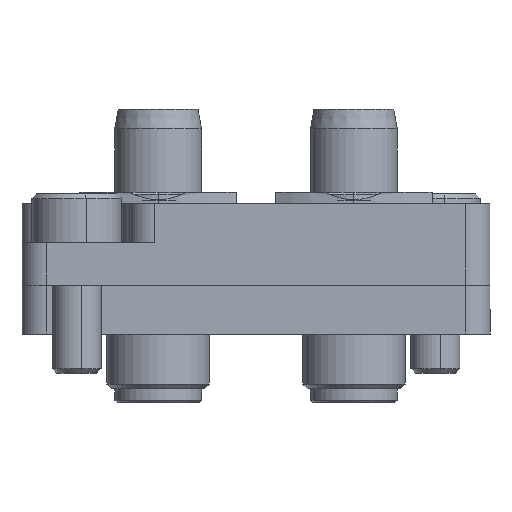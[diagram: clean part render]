
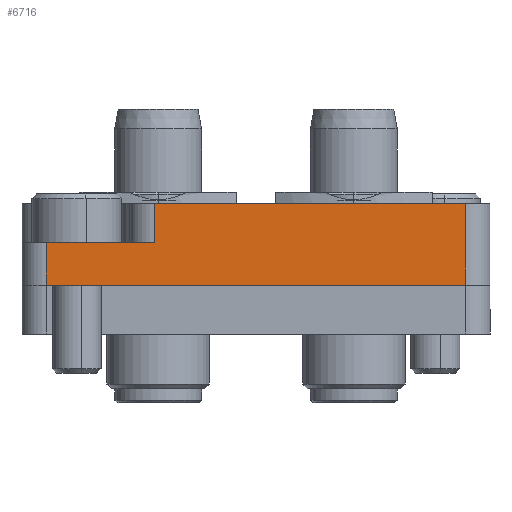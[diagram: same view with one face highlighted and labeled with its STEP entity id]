
A CAD part, front view. The second image highlights one B-rep face of the part: STEP entity #6716.
In plain terms, the highlighted face is planar.
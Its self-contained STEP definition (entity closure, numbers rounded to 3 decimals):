
#107 = EDGE_CURVE ( 'NONE', #1091, #852, #398, .T. ) ;
#367 = CARTESIAN_POINT ( 'NONE',  ( 30., 2.6, 6.25 ) ) ;
#398 = LINE ( 'NONE', #1814, #5068 ) ;
#407 = CARTESIAN_POINT ( 'NONE',  ( 30., 0., -12.85 ) ) ;
#519 = EDGE_CURVE ( 'NONE', #4619, #8047, #3860, .T. ) ;
#852 = VERTEX_POINT ( 'NONE', #367 ) ;
#941 = VECTOR ( 'NONE', #5607, 1000. ) ;
#1061 = CARTESIAN_POINT ( 'NONE',  ( 30., 2.6, 12.85 ) ) ;
#1091 = VERTEX_POINT ( 'NONE', #1061 ) ;
#1328 = ORIENTED_EDGE ( 'NONE', *, *, #107, .F. ) ;
#1579 = AXIS2_PLACEMENT_3D ( 'NONE', #7532, #6870, #5533 ) ;
#1646 = ORIENTED_EDGE ( 'NONE', *, *, #8735, .T. ) ;
#1708 = DIRECTION ( 'NONE',  ( 0., 0., -1. ) ) ;
#1719 = CARTESIAN_POINT ( 'NONE',  ( 30., 5., -12.85 ) ) ;
#1814 = CARTESIAN_POINT ( 'NONE',  ( 30., 2.6, 7.75 ) ) ;
#2082 = FACE_OUTER_BOUND ( 'NONE', #4206, .T. ) ;
#2413 = DIRECTION ( 'NONE',  ( 0., -1., 0. ) ) ;
#2728 = ORIENTED_EDGE ( 'NONE', *, *, #7696, .T. ) ;
#3060 = DIRECTION ( 'NONE',  ( 0., 1., 0. ) ) ;
#3148 = EDGE_CURVE ( 'NONE', #1091, #5638, #4315, .T. ) ;
#3149 = DIRECTION ( 'NONE',  ( 0., 0., -1. ) ) ;
#3174 = VECTOR ( 'NONE', #5412, 1000. ) ;
#3510 = PLANE ( 'NONE',  #1579 ) ;
#3523 = CARTESIAN_POINT ( 'NONE',  ( 30., 0., 12.85 ) ) ;
#3775 = CARTESIAN_POINT ( 'NONE',  ( 30., 5., 14.35 ) ) ;
#3860 = LINE ( 'NONE', #3775, #6770 ) ;
#4206 = EDGE_LOOP ( 'NONE', ( #2728, #1646, #5169, #7802, #1328, #6406 ) ) ;
#4315 = LINE ( 'NONE', #6369, #941 ) ;
#4426 = LINE ( 'NONE', #1719, #6211 ) ;
#4483 = CARTESIAN_POINT ( 'NONE',  ( 30., 2.6, 6.25 ) ) ;
#4619 = VERTEX_POINT ( 'NONE', #8013 ) ;
#4697 = LINE ( 'NONE', #6662, #3174 ) ;
#4799 = VERTEX_POINT ( 'NONE', #407 ) ;
#5068 = VECTOR ( 'NONE', #3149, 1000. ) ;
#5169 = ORIENTED_EDGE ( 'NONE', *, *, #519, .F. ) ;
#5412 = DIRECTION ( 'NONE',  ( 0., 0., -1. ) ) ;
#5533 = DIRECTION ( 'NONE',  ( 0., 1., 0. ) ) ;
#5607 = DIRECTION ( 'NONE',  ( 0., -1., 0. ) ) ;
#5638 = VERTEX_POINT ( 'NONE', #3523 ) ;
#5761 = VECTOR ( 'NONE', #2413, 1000. ) ;
#6052 = LINE ( 'NONE', #4483, #5761 ) ;
#6211 = VECTOR ( 'NONE', #3060, 1000. ) ;
#6369 = CARTESIAN_POINT ( 'NONE',  ( 30., 0., 12.85 ) ) ;
#6406 = ORIENTED_EDGE ( 'NONE', *, *, #3148, .T. ) ;
#6662 = CARTESIAN_POINT ( 'NONE',  ( 30., 0., 14.35 ) ) ;
#6716 = ADVANCED_FACE ( 'NONE', ( #2082 ), #3510, .T. ) ;
#6770 = VECTOR ( 'NONE', #1708, 1000. ) ;
#6870 = DIRECTION ( 'NONE',  ( 1., 0., 0. ) ) ;
#7532 = CARTESIAN_POINT ( 'NONE',  ( 30., 5., 14.35 ) ) ;
#7696 = EDGE_CURVE ( 'NONE', #5638, #4799, #4697, .T. ) ;
#7802 = ORIENTED_EDGE ( 'NONE', *, *, #8477, .T. ) ;
#8013 = CARTESIAN_POINT ( 'NONE',  ( 30., 5., 6.25 ) ) ;
#8047 = VERTEX_POINT ( 'NONE', #8154 ) ;
#8154 = CARTESIAN_POINT ( 'NONE',  ( 30., 5., -12.85 ) ) ;
#8477 = EDGE_CURVE ( 'NONE', #4619, #852, #6052, .T. ) ;
#8735 = EDGE_CURVE ( 'NONE', #4799, #8047, #4426, .T. ) ;
